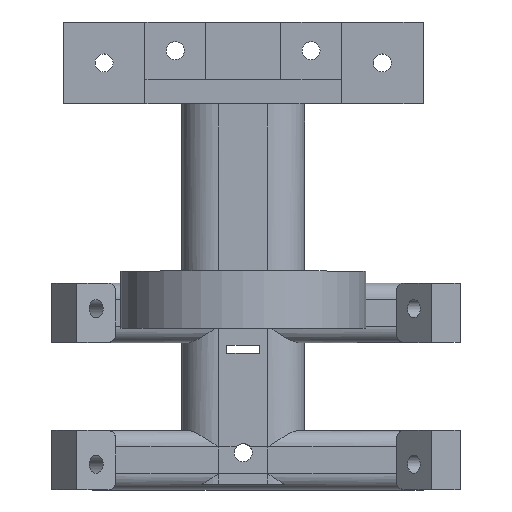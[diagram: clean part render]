
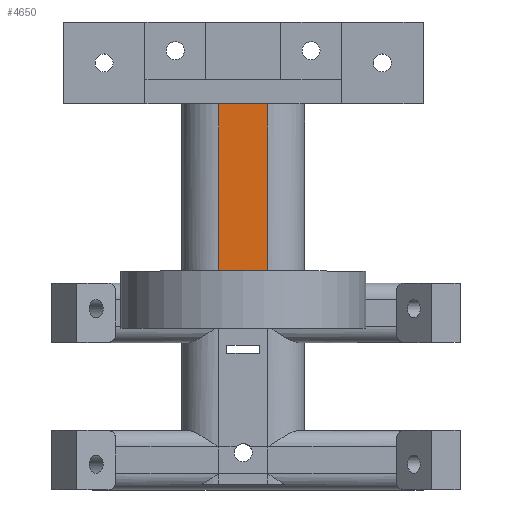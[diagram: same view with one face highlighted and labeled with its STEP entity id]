
A CAD part, top view. The second image highlights one B-rep face of the part: STEP entity #4650.
In plain terms, the highlighted planar face has unit normal (0, 0, 1).
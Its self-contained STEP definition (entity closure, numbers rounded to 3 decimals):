
#485 = PLANE('',#486);
#486 = AXIS2_PLACEMENT_3D('',#487,#488,#489);
#487 = CARTESIAN_POINT('',(0.,19.,20.319));
#488 = DIRECTION('',(0.,1.,0.));
#489 = DIRECTION('',(0.,0.,1.));
#1528 = CYLINDRICAL_SURFACE('',#1529,4.5);
#1529 = AXIS2_PLACEMENT_3D('',#1530,#1531,#1532);
#1530 = CARTESIAN_POINT('',(3.,-7.,-9.5));
#1531 = DIRECTION('',(0.,1.,0.));
#1532 = DIRECTION('',(0.,0.,1.));
#1864 = VERTEX_POINT('',#1865);
#1865 = CARTESIAN_POINT('',(3.,19.,-5.));
#1887 = EDGE_CURVE('',#1864,#1888,#1890,.T.);
#1888 = VERTEX_POINT('',#1889);
#1889 = CARTESIAN_POINT('',(-3.,19.,-5.));
#1890 = SURFACE_CURVE('',#1891,(#1895,#1901),.PCURVE_S1.);
#1891 = LINE('',#1892,#1893);
#1892 = CARTESIAN_POINT('',(-3.75,19.,-5.));
#1893 = VECTOR('',#1894,1.);
#1894 = DIRECTION('',(-1.,0.,0.));
#1895 = PCURVE('',#485,#1896);
#1896 = DEFINITIONAL_REPRESENTATION('',(#1897),#1900);
#1897 = B_SPLINE_CURVE_WITH_KNOTS('',1,(#1898,#1899),.UNSPECIFIED.,.F.,
  .F.,(2,2),(-6.75,-0.75),.PIECEWISE_BEZIER_KNOTS.);
#1898 = CARTESIAN_POINT('',(-25.319,3.));
#1899 = CARTESIAN_POINT('',(-25.319,-3.));
#1900 = ( GEOMETRIC_REPRESENTATION_CONTEXT(2) 
PARAMETRIC_REPRESENTATION_CONTEXT() REPRESENTATION_CONTEXT('2D SPACE',''
  ) );
#1901 = PCURVE('',#1902,#1907);
#1902 = PLANE('',#1903);
#1903 = AXIS2_PLACEMENT_3D('',#1904,#1905,#1906);
#1904 = CARTESIAN_POINT('',(-7.5,-7.,-5.));
#1905 = DIRECTION('',(0.,0.,-1.));
#1906 = DIRECTION('',(1.,0.,0.));
#1907 = DEFINITIONAL_REPRESENTATION('',(#1908),#1911);
#1908 = B_SPLINE_CURVE_WITH_KNOTS('',1,(#1909,#1910),.UNSPECIFIED.,.F.,
  .F.,(2,2),(-6.75,-0.75),.PIECEWISE_BEZIER_KNOTS.);
#1909 = CARTESIAN_POINT('',(10.5,-26.));
#1910 = CARTESIAN_POINT('',(4.5,-26.));
#1911 = ( GEOMETRIC_REPRESENTATION_CONTEXT(2) 
PARAMETRIC_REPRESENTATION_CONTEXT() REPRESENTATION_CONTEXT('2D SPACE',''
  ) );
#1930 = CYLINDRICAL_SURFACE('',#1931,4.5);
#1931 = AXIS2_PLACEMENT_3D('',#1932,#1933,#1934);
#1932 = CARTESIAN_POINT('',(-3.,-7.,-9.5));
#1933 = DIRECTION('',(0.,1.,0.));
#1934 = DIRECTION('',(-1.,0.,0.));
#2894 = EDGE_CURVE('',#1864,#2895,#2897,.T.);
#2895 = VERTEX_POINT('',#2896);
#2896 = CARTESIAN_POINT('',(3.,39.5,-5.));
#2897 = SURFACE_CURVE('',#2898,(#2902,#2909),.PCURVE_S1.);
#2898 = LINE('',#2899,#2900);
#2899 = CARTESIAN_POINT('',(3.,-7.,-5.));
#2900 = VECTOR('',#2901,1.);
#2901 = DIRECTION('',(0.,1.,0.));
#2902 = PCURVE('',#1528,#2903);
#2903 = DEFINITIONAL_REPRESENTATION('',(#2904),#2908);
#2904 = LINE('',#2905,#2906);
#2905 = CARTESIAN_POINT('',(0.,0.));
#2906 = VECTOR('',#2907,1.);
#2907 = DIRECTION('',(0.,1.));
#2908 = ( GEOMETRIC_REPRESENTATION_CONTEXT(2) 
PARAMETRIC_REPRESENTATION_CONTEXT() REPRESENTATION_CONTEXT('2D SPACE',''
  ) );
#2909 = PCURVE('',#1902,#2910);
#2910 = DEFINITIONAL_REPRESENTATION('',(#2911),#2915);
#2911 = LINE('',#2912,#2913);
#2912 = CARTESIAN_POINT('',(10.5,0.));
#2913 = VECTOR('',#2914,1.);
#2914 = DIRECTION('',(0.,-1.));
#2915 = ( GEOMETRIC_REPRESENTATION_CONTEXT(2) 
PARAMETRIC_REPRESENTATION_CONTEXT() REPRESENTATION_CONTEXT('2D SPACE',''
  ) );
#4597 = EDGE_CURVE('',#1888,#4598,#4600,.T.);
#4598 = VERTEX_POINT('',#4599);
#4599 = CARTESIAN_POINT('',(-3.,39.5,-5.));
#4600 = SURFACE_CURVE('',#4601,(#4605,#4612),.PCURVE_S1.);
#4601 = LINE('',#4602,#4603);
#4602 = CARTESIAN_POINT('',(-3.,-7.,-5.));
#4603 = VECTOR('',#4604,1.);
#4604 = DIRECTION('',(0.,1.,0.));
#4605 = PCURVE('',#1930,#4606);
#4606 = DEFINITIONAL_REPRESENTATION('',(#4607),#4611);
#4607 = LINE('',#4608,#4609);
#4608 = CARTESIAN_POINT('',(1.571,0.));
#4609 = VECTOR('',#4610,1.);
#4610 = DIRECTION('',(0.,1.));
#4611 = ( GEOMETRIC_REPRESENTATION_CONTEXT(2) 
PARAMETRIC_REPRESENTATION_CONTEXT() REPRESENTATION_CONTEXT('2D SPACE',''
  ) );
#4612 = PCURVE('',#1902,#4613);
#4613 = DEFINITIONAL_REPRESENTATION('',(#4614),#4618);
#4614 = LINE('',#4615,#4616);
#4615 = CARTESIAN_POINT('',(4.5,0.));
#4616 = VECTOR('',#4617,1.);
#4617 = DIRECTION('',(0.,-1.));
#4618 = ( GEOMETRIC_REPRESENTATION_CONTEXT(2) 
PARAMETRIC_REPRESENTATION_CONTEXT() REPRESENTATION_CONTEXT('2D SPACE',''
  ) );
#4650 = ADVANCED_FACE('',(#4651),#1902,.F.);
#4651 = FACE_BOUND('',#4652,.F.);
#4652 = EDGE_LOOP('',(#4653,#4654,#4655,#4681));
#4653 = ORIENTED_EDGE('',*,*,#1887,.T.);
#4654 = ORIENTED_EDGE('',*,*,#4597,.T.);
#4655 = ORIENTED_EDGE('',*,*,#4656,.T.);
#4656 = EDGE_CURVE('',#4598,#2895,#4657,.T.);
#4657 = SURFACE_CURVE('',#4658,(#4662,#4669),.PCURVE_S1.);
#4658 = LINE('',#4659,#4660);
#4659 = CARTESIAN_POINT('',(-7.5,39.5,-5.));
#4660 = VECTOR('',#4661,1.);
#4661 = DIRECTION('',(1.,0.,0.));
#4662 = PCURVE('',#1902,#4663);
#4663 = DEFINITIONAL_REPRESENTATION('',(#4664),#4668);
#4664 = LINE('',#4665,#4666);
#4665 = CARTESIAN_POINT('',(0.,-46.5));
#4666 = VECTOR('',#4667,1.);
#4667 = DIRECTION('',(1.,0.));
#4668 = ( GEOMETRIC_REPRESENTATION_CONTEXT(2) 
PARAMETRIC_REPRESENTATION_CONTEXT() REPRESENTATION_CONTEXT('2D SPACE',''
  ) );
#4669 = PCURVE('',#4670,#4675);
#4670 = PLANE('',#4671);
#4671 = AXIS2_PLACEMENT_3D('',#4672,#4673,#4674);
#4672 = CARTESIAN_POINT('',(12.,39.5,-5.));
#4673 = DIRECTION('',(0.,0.,1.));
#4674 = DIRECTION('',(-1.,0.,0.));
#4675 = DEFINITIONAL_REPRESENTATION('',(#4676),#4680);
#4676 = LINE('',#4677,#4678);
#4677 = CARTESIAN_POINT('',(19.5,0.));
#4678 = VECTOR('',#4679,1.);
#4679 = DIRECTION('',(-1.,0.));
#4680 = ( GEOMETRIC_REPRESENTATION_CONTEXT(2) 
PARAMETRIC_REPRESENTATION_CONTEXT() REPRESENTATION_CONTEXT('2D SPACE',''
  ) );
#4681 = ORIENTED_EDGE('',*,*,#2894,.F.);
